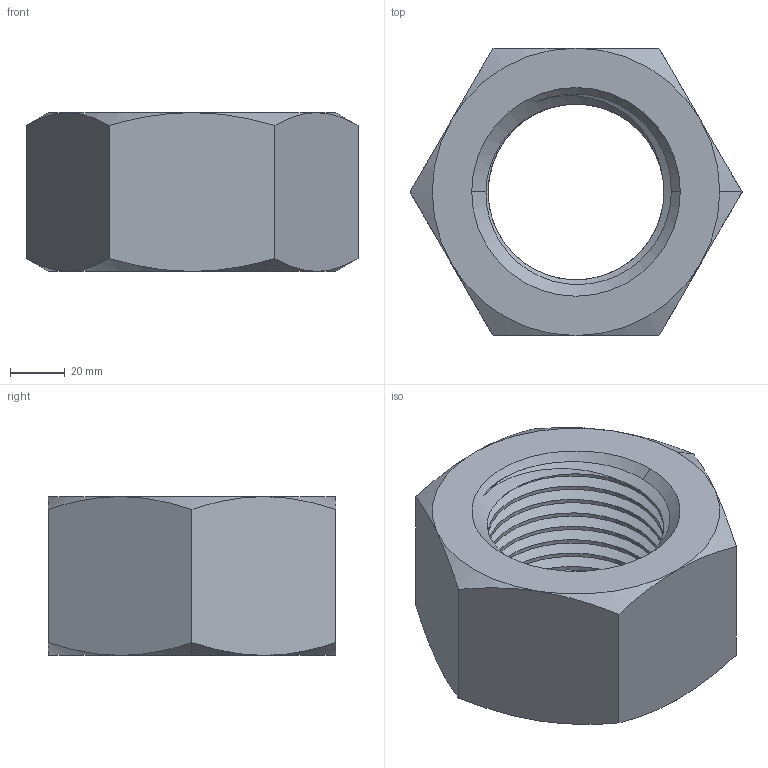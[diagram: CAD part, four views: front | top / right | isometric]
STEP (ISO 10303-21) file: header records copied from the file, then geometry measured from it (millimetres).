
FILE_DESCRIPTION (( 'STEP AP214' ), '1' );
FILE_NAME ('M72 Nut.STEP', '2019-05-01T13:53:15', ( '' ), ( '' ), 'SwSTEP 2.0', 'SolidWorks 2018', '' );
FILE_SCHEMA (( 'AUTOMOTIVE_DESIGN' ));
Length unit declared in the file: millimetre
Products named in the file (1): M72 Nut
Bounding box: 121.24 x 105 x 58 mm (x, y, z)
Volume: 340779.1 mm3; surface area: 51422.3 mm2
Topology: 1 solids, 1 shells, 46 faces, 117 edges, 73 vertices
Faces by surface type: cone 19, cylinder 17, plane 8, bspline 2
Entity records: 3659 total; most frequent: CARTESIAN_POINT 2672, ORIENTED_EDGE 234, DIRECTION 161, EDGE_CURVE 117, VERTEX_POINT 73, AXIS2_PLACEMENT_3D 66, EDGE_LOOP 48, ADVANCED_FACE 46
